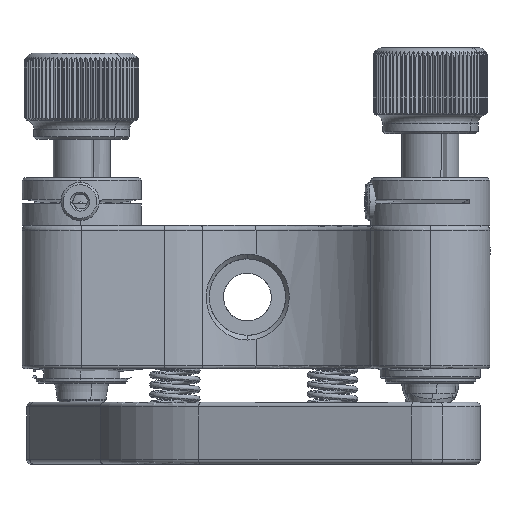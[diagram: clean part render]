
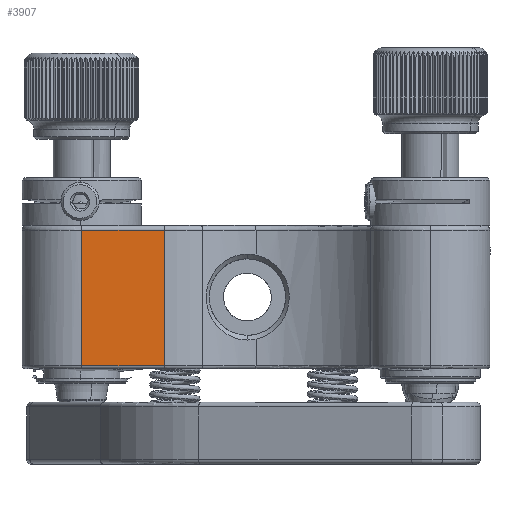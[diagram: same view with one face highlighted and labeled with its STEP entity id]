
A CAD part, left-side view. The second image highlights one B-rep face of the part: STEP entity #3907.
In plain terms, the highlighted face is planar.
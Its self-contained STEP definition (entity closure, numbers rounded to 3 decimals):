
#205 = B_SPLINE_CURVE_WITH_KNOTS ( 'NONE', 3,
 ( #38234, #7345, #20108, #47038 ),
 .UNSPECIFIED., .F., .F.,
 ( 4, 4 ),
 ( 0., 1. ),
 .UNSPECIFIED. ) ;
#1654 = CARTESIAN_POINT ( 'NONE',  ( 12., 18.25, -7.2 ) ) ;
#3267 = B_SPLINE_CURVE_WITH_KNOTS ( 'NONE', 3,
 ( #38488, #20365, #21476, #55833 ),
 .UNSPECIFIED., .F., .F.,
 ( 4, 4 ),
 ( 0., 1. ),
 .UNSPECIFIED. ) ;
#3907 = ADVANCED_FACE ( 'NONE', ( #36228 ), #44482, .T. ) ;
#3981 = ORIENTED_EDGE ( 'NONE', *, *, #41131, .T. ) ;
#5975 = EDGE_CURVE ( 'NONE', #25650, #31889, #7387, .T. ) ;
#6994 = B_SPLINE_CURVE_WITH_KNOTS ( 'NONE', 3,
 ( #1654, #9893, #27205, #11015 ),
 .UNSPECIFIED., .F., .F.,
 ( 4, 4 ),
 ( 0., 1. ),
 .UNSPECIFIED. ) ;
#7111 = EDGE_CURVE ( 'NONE', #31889, #10900, #205, .T. ) ;
#7345 = CARTESIAN_POINT ( 'NONE',  ( 12., 9.592, 2.267 ) ) ;
#7387 = B_SPLINE_CURVE_WITH_KNOTS ( 'NONE', 3,
 ( #39951, #35684, #53025, #48760 ),
 .UNSPECIFIED., .F., .F.,
 ( 4, 4 ),
 ( 0., 1. ),
 .UNSPECIFIED. ) ;
#8720 = ORIENTED_EDGE ( 'NONE', *, *, #7111, .T. ) ;
#9893 = CARTESIAN_POINT ( 'NONE',  ( 12., 18.25, -2.467 ) ) ;
#9961 = CARTESIAN_POINT ( 'NONE',  ( 12., 18.25, 7. ) ) ;
#10227 = VERTEX_POINT ( 'NONE', #46289 ) ;
#10900 = VERTEX_POINT ( 'NONE', #25823 ) ;
#11015 = CARTESIAN_POINT ( 'NONE',  ( 12., 18.25, 7. ) ) ;
#12402 = ORIENTED_EDGE ( 'NONE', *, *, #53127, .T. ) ;
#20108 = CARTESIAN_POINT ( 'NONE',  ( 12., 9.592, -2.467 ) ) ;
#20365 = CARTESIAN_POINT ( 'NONE',  ( 12., 12.478, -7.2 ) ) ;
#20851 = ORIENTED_EDGE ( 'NONE', *, *, #5975, .T. ) ;
#21476 = CARTESIAN_POINT ( 'NONE',  ( 12., 15.364, -7.2 ) ) ;
#25650 = VERTEX_POINT ( 'NONE', #9961 ) ;
#25823 = CARTESIAN_POINT ( 'NONE',  ( 12., 9.592, -7.2 ) ) ;
#27185 = CARTESIAN_POINT ( 'NONE',  ( 12., 9.592, 7. ) ) ;
#27205 = CARTESIAN_POINT ( 'NONE',  ( 12., 18.25, 2.267 ) ) ;
#31889 = VERTEX_POINT ( 'NONE', #27185 ) ;
#31973 = DIRECTION ( 'NONE',  ( 0., 1., 0. ) ) ;
#34022 = EDGE_LOOP ( 'NONE', ( #3981, #12402, #20851, #8720 ) ) ;
#35684 = CARTESIAN_POINT ( 'NONE',  ( 12., 15.364, 7. ) ) ;
#36228 = FACE_OUTER_BOUND ( 'NONE', #34022, .T. ) ;
#38234 = CARTESIAN_POINT ( 'NONE',  ( 12., 9.592, 7. ) ) ;
#38488 = CARTESIAN_POINT ( 'NONE',  ( 12., 9.592, -7.2 ) ) ;
#39951 = CARTESIAN_POINT ( 'NONE',  ( 12., 18.25, 7. ) ) ;
#40206 = CARTESIAN_POINT ( 'NONE',  ( 12., 24.5, -7.5 ) ) ;
#41131 = EDGE_CURVE ( 'NONE', #10900, #10227, #3267, .T. ) ;
#44482 = PLANE ( 'NONE',  #50458 ) ;
#46289 = CARTESIAN_POINT ( 'NONE',  ( 12., 18.25, -7.2 ) ) ;
#47038 = CARTESIAN_POINT ( 'NONE',  ( 12., 9.592, -7.2 ) ) ;
#48747 = DIRECTION ( 'NONE',  ( 1., 0., 0. ) ) ;
#48760 = CARTESIAN_POINT ( 'NONE',  ( 12., 9.592, 7. ) ) ;
#50458 = AXIS2_PLACEMENT_3D ( 'NONE', #40206, #48747, #31973 ) ;
#53025 = CARTESIAN_POINT ( 'NONE',  ( 12., 12.478, 7. ) ) ;
#53127 = EDGE_CURVE ( 'NONE', #10227, #25650, #6994, .T. ) ;
#55833 = CARTESIAN_POINT ( 'NONE',  ( 12., 18.25, -7.2 ) ) ;
